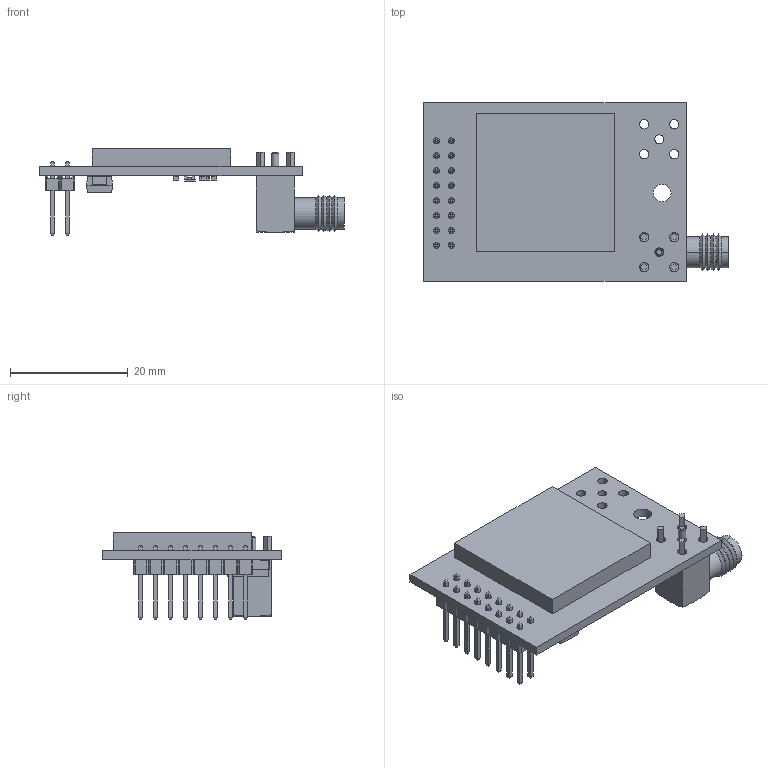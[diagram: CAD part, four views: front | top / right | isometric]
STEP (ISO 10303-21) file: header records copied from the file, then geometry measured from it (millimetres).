
FILE_DESCRIPTION(('Open CASCADE Model'),'2;1');
FILE_NAME('Open CASCADE Shape Model','2020-01-08T13:01:24',('Author'),( 'Open CASCADE'),'Open CASCADE STEP processor 6.8','Open CASCADE 6.8' ,'Unknown');
FILE_SCHEMA(('AUTOMOTIVE_DESIGN { 1 0 10303 214 1 1 1 1 }'));
Length unit declared in the file: millimetre
Products named in the file (19): PCB; Board; Open CASCADE STEP translator 6.8 3.1.1; L1; L_SLF_0603; C5; EL_Case_D_(7343-31); C4; CAPC1608X85N; C3; XP2; HN-2x8; XP1; HUBER-SUHNER_85_SMA-50-0-101-111_NE; M1; 7163552416; Extruded; C2; C1
Assembly tree (21 placements, depth 4):
  PCB
    Board
      Open CASCADE STEP translator 6.8 3.1.1
    L1
      L_SLF_0603
    C5
      EL_Case_D_(7343-31)
    C4
      CAPC1608X85N
    C3
      CAPC1608X85N
    XP2
      HN-2x8
    XP1
      HUBER-SUHNER_85_SMA-50-0-101-111_NE
    M1
      7163552416
        Extruded
    C2
      CAPC1608X85N
    C1
      CAPC1608X85N
Bounding box: 51.74 x 30.35 x 14.69 mm (x, y, z)
Volume: 4735.1 mm3; surface area: 6207.3 mm2
Topology: 28 solids, 28 shells, 794 faces, 1853 edges, 1112 vertices
Faces by surface type: plane 567, cylinder 165, sphere 44, cone 18
Full cylindrical faces by diameter (mm): 1 x16, 1.5 x2, 1.6 x8, 3 x1
Entity records: 20179 total; most frequent: CARTESIAN_POINT 3147, DIRECTION 3121, ORIENTED_EDGE 3050, EDGE_CURVE 1525, LINE 1285, VECTOR 1285, VERTEX_POINT 944, AXIS2_PLACEMENT_3D 918
